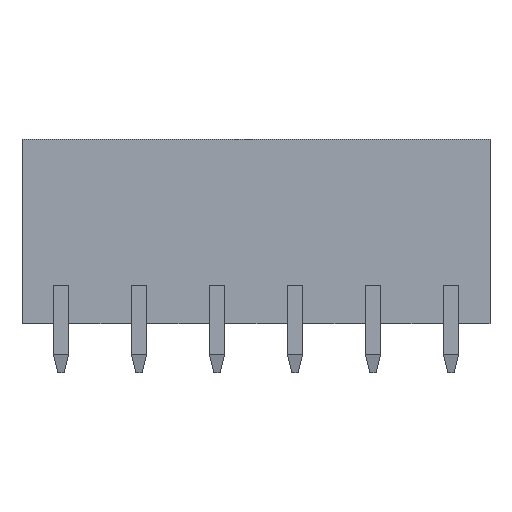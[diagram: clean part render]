
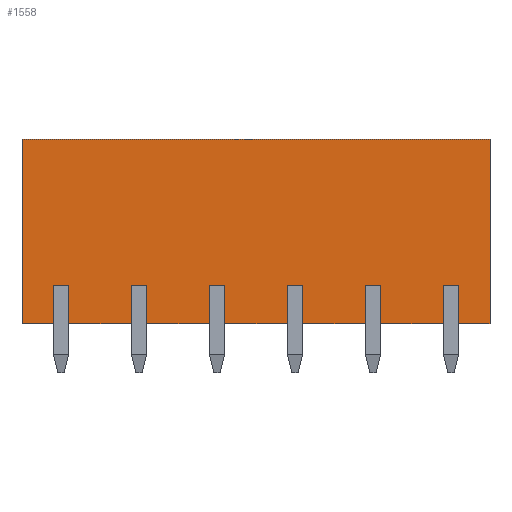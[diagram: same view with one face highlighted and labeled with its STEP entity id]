
A CAD part, front view. The second image highlights one B-rep face of the part: STEP entity #1558.
In plain terms, the highlighted planar face has unit normal (0, -1, 0).
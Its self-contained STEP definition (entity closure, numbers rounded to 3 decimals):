
#1402=AXIS2_PLACEMENT_3D('Plane Axis2P3D',#1399,#1400,#1401) ;
#659=CARTESIAN_POINT('Vertex',(0.,0.,15.2)) ;
#664=CARTESIAN_POINT('Line Origine',(15.24,0.,15.2)) ;
#668=CARTESIAN_POINT('Vertex',(30.48,0.,15.2)) ;
#1102=CARTESIAN_POINT('Line Origine',(5.08,0.,3.2)) ;
#1106=CARTESIAN_POINT('Vertex',(3.04,0.,3.2)) ;
#1108=CARTESIAN_POINT('Vertex',(7.12,0.,3.2)) ;
#1137=CARTESIAN_POINT('Line Origine',(10.16,0.,3.2)) ;
#1141=CARTESIAN_POINT('Vertex',(8.12,0.,3.2)) ;
#1143=CARTESIAN_POINT('Vertex',(12.2,0.,3.2)) ;
#1180=CARTESIAN_POINT('Line Origine',(15.24,0.,3.2)) ;
#1184=CARTESIAN_POINT('Vertex',(13.2,0.,3.2)) ;
#1186=CARTESIAN_POINT('Vertex',(17.28,0.,3.2)) ;
#1223=CARTESIAN_POINT('Line Origine',(20.32,0.,3.2)) ;
#1227=CARTESIAN_POINT('Vertex',(18.28,0.,3.2)) ;
#1229=CARTESIAN_POINT('Vertex',(22.36,0.,3.2)) ;
#1266=CARTESIAN_POINT('Line Origine',(25.4,0.,3.2)) ;
#1270=CARTESIAN_POINT('Vertex',(23.36,0.,3.2)) ;
#1272=CARTESIAN_POINT('Vertex',(27.44,0.,3.2)) ;
#1309=CARTESIAN_POINT('Line Origine',(1.02,0.,3.2)) ;
#1313=CARTESIAN_POINT('Vertex',(0.,0.,3.2)) ;
#1315=CARTESIAN_POINT('Vertex',(2.04,0.,3.2)) ;
#1327=CARTESIAN_POINT('Vertex',(30.48,0.,3.2)) ;
#1330=CARTESIAN_POINT('Line Origine',(29.46,0.,3.2)) ;
#1334=CARTESIAN_POINT('Vertex',(28.44,0.,3.2)) ;
#1399=CARTESIAN_POINT('Axis2P3D Location',(0.,0.,15.2)) ;
#1404=CARTESIAN_POINT('Line Origine',(7.12,0.,4.45)) ;
#1408=CARTESIAN_POINT('Vertex',(7.12,0.,5.7)) ;
#1411=CARTESIAN_POINT('Line Origine',(7.62,0.,5.7)) ;
#1415=CARTESIAN_POINT('Vertex',(8.12,0.,5.7)) ;
#1418=CARTESIAN_POINT('Line Origine',(8.12,0.,4.45)) ;
#1423=CARTESIAN_POINT('Line Origine',(12.2,0.,4.45)) ;
#1427=CARTESIAN_POINT('Vertex',(12.2,0.,5.7)) ;
#1430=CARTESIAN_POINT('Line Origine',(12.7,0.,5.7)) ;
#1434=CARTESIAN_POINT('Vertex',(13.2,0.,5.7)) ;
#1437=CARTESIAN_POINT('Line Origine',(13.2,0.,4.45)) ;
#1442=CARTESIAN_POINT('Line Origine',(17.28,0.,4.45)) ;
#1446=CARTESIAN_POINT('Vertex',(17.28,0.,5.7)) ;
#1449=CARTESIAN_POINT('Line Origine',(17.78,0.,5.7)) ;
#1453=CARTESIAN_POINT('Vertex',(18.28,0.,5.7)) ;
#1456=CARTESIAN_POINT('Line Origine',(18.28,0.,4.45)) ;
#1461=CARTESIAN_POINT('Line Origine',(22.36,0.,4.45)) ;
#1465=CARTESIAN_POINT('Vertex',(22.36,0.,5.7)) ;
#1468=CARTESIAN_POINT('Line Origine',(22.86,0.,5.7)) ;
#1472=CARTESIAN_POINT('Vertex',(23.36,0.,5.7)) ;
#1475=CARTESIAN_POINT('Line Origine',(23.36,0.,4.45)) ;
#1480=CARTESIAN_POINT('Line Origine',(27.44,0.,4.45)) ;
#1484=CARTESIAN_POINT('Vertex',(27.44,0.,5.7)) ;
#1487=CARTESIAN_POINT('Line Origine',(27.94,0.,5.7)) ;
#1491=CARTESIAN_POINT('Vertex',(28.44,0.,5.7)) ;
#1494=CARTESIAN_POINT('Line Origine',(28.44,0.,4.45)) ;
#1499=CARTESIAN_POINT('Line Origine',(30.48,0.,9.2)) ;
#1504=CARTESIAN_POINT('Line Origine',(0.,0.,9.2)) ;
#1509=CARTESIAN_POINT('Line Origine',(2.04,0.,4.45)) ;
#1513=CARTESIAN_POINT('Vertex',(2.04,0.,5.7)) ;
#1516=CARTESIAN_POINT('Line Origine',(2.54,0.,5.7)) ;
#1520=CARTESIAN_POINT('Vertex',(3.04,0.,5.7)) ;
#1523=CARTESIAN_POINT('Line Origine',(3.04,0.,4.45)) ;
#665=DIRECTION('Vector Direction',(1.,0.,0.)) ;
#1103=DIRECTION('Vector Direction',(1.,0.,0.)) ;
#1138=DIRECTION('Vector Direction',(1.,0.,0.)) ;
#1181=DIRECTION('Vector Direction',(1.,0.,0.)) ;
#1224=DIRECTION('Vector Direction',(1.,0.,0.)) ;
#1267=DIRECTION('Vector Direction',(1.,0.,0.)) ;
#1310=DIRECTION('Vector Direction',(1.,0.,0.)) ;
#1331=DIRECTION('Vector Direction',(1.,0.,0.)) ;
#1400=DIRECTION('Axis2P3D Direction',(0.,-1.,0.)) ;
#1401=DIRECTION('Axis2P3D XDirection',(-0.,0.,-1.)) ;
#1405=DIRECTION('Vector Direction',(0.,0.,1.)) ;
#1412=DIRECTION('Vector Direction',(-1.,0.,0.)) ;
#1419=DIRECTION('Vector Direction',(0.,0.,1.)) ;
#1424=DIRECTION('Vector Direction',(0.,0.,1.)) ;
#1431=DIRECTION('Vector Direction',(-1.,0.,0.)) ;
#1438=DIRECTION('Vector Direction',(0.,0.,1.)) ;
#1443=DIRECTION('Vector Direction',(0.,0.,1.)) ;
#1450=DIRECTION('Vector Direction',(-1.,0.,0.)) ;
#1457=DIRECTION('Vector Direction',(0.,0.,1.)) ;
#1462=DIRECTION('Vector Direction',(0.,0.,1.)) ;
#1469=DIRECTION('Vector Direction',(-1.,0.,0.)) ;
#1476=DIRECTION('Vector Direction',(0.,0.,1.)) ;
#1481=DIRECTION('Vector Direction',(0.,0.,1.)) ;
#1488=DIRECTION('Vector Direction',(-1.,0.,0.)) ;
#1495=DIRECTION('Vector Direction',(0.,0.,1.)) ;
#1500=DIRECTION('Vector Direction',(0.,0.,-1.)) ;
#1505=DIRECTION('Vector Direction',(0.,0.,-1.)) ;
#1510=DIRECTION('Vector Direction',(0.,0.,1.)) ;
#1517=DIRECTION('Vector Direction',(-1.,0.,0.)) ;
#1524=DIRECTION('Vector Direction',(0.,0.,1.)) ;
#666=VECTOR('Line Direction',#665,1.) ;
#1104=VECTOR('Line Direction',#1103,1.) ;
#1139=VECTOR('Line Direction',#1138,1.) ;
#1182=VECTOR('Line Direction',#1181,1.) ;
#1225=VECTOR('Line Direction',#1224,1.) ;
#1268=VECTOR('Line Direction',#1267,1.) ;
#1311=VECTOR('Line Direction',#1310,1.) ;
#1332=VECTOR('Line Direction',#1331,1.) ;
#1406=VECTOR('Line Direction',#1405,1.) ;
#1413=VECTOR('Line Direction',#1412,1.) ;
#1420=VECTOR('Line Direction',#1419,1.) ;
#1425=VECTOR('Line Direction',#1424,1.) ;
#1432=VECTOR('Line Direction',#1431,1.) ;
#1439=VECTOR('Line Direction',#1438,1.) ;
#1444=VECTOR('Line Direction',#1443,1.) ;
#1451=VECTOR('Line Direction',#1450,1.) ;
#1458=VECTOR('Line Direction',#1457,1.) ;
#1463=VECTOR('Line Direction',#1462,1.) ;
#1470=VECTOR('Line Direction',#1469,1.) ;
#1477=VECTOR('Line Direction',#1476,1.) ;
#1482=VECTOR('Line Direction',#1481,1.) ;
#1489=VECTOR('Line Direction',#1488,1.) ;
#1496=VECTOR('Line Direction',#1495,1.) ;
#1501=VECTOR('Line Direction',#1500,1.) ;
#1506=VECTOR('Line Direction',#1505,1.) ;
#1511=VECTOR('Line Direction',#1510,1.) ;
#1518=VECTOR('Line Direction',#1517,1.) ;
#1525=VECTOR('Line Direction',#1524,1.) ;
#1529=ORIENTED_EDGE('',*,*,#1110,.T.) ;
#1530=ORIENTED_EDGE('',*,*,#1410,.T.) ;
#1531=ORIENTED_EDGE('',*,*,#1417,.F.) ;
#1532=ORIENTED_EDGE('',*,*,#1422,.F.) ;
#1533=ORIENTED_EDGE('',*,*,#1145,.T.) ;
#1534=ORIENTED_EDGE('',*,*,#1429,.T.) ;
#1535=ORIENTED_EDGE('',*,*,#1436,.F.) ;
#1536=ORIENTED_EDGE('',*,*,#1441,.F.) ;
#1537=ORIENTED_EDGE('',*,*,#1188,.T.) ;
#1538=ORIENTED_EDGE('',*,*,#1448,.T.) ;
#1539=ORIENTED_EDGE('',*,*,#1455,.F.) ;
#1540=ORIENTED_EDGE('',*,*,#1460,.F.) ;
#1541=ORIENTED_EDGE('',*,*,#1231,.T.) ;
#1542=ORIENTED_EDGE('',*,*,#1467,.T.) ;
#1543=ORIENTED_EDGE('',*,*,#1474,.F.) ;
#1544=ORIENTED_EDGE('',*,*,#1479,.F.) ;
#1545=ORIENTED_EDGE('',*,*,#1274,.T.) ;
#1546=ORIENTED_EDGE('',*,*,#1486,.T.) ;
#1547=ORIENTED_EDGE('',*,*,#1493,.T.) ;
#1548=ORIENTED_EDGE('',*,*,#1498,.F.) ;
#1549=ORIENTED_EDGE('',*,*,#1336,.T.) ;
#1550=ORIENTED_EDGE('',*,*,#1503,.T.) ;
#1551=ORIENTED_EDGE('',*,*,#670,.F.) ;
#1552=ORIENTED_EDGE('',*,*,#1508,.F.) ;
#1553=ORIENTED_EDGE('',*,*,#1317,.T.) ;
#1554=ORIENTED_EDGE('',*,*,#1515,.T.) ;
#1555=ORIENTED_EDGE('',*,*,#1522,.F.) ;
#1556=ORIENTED_EDGE('',*,*,#1527,.F.) ;
#1558=ADVANCED_FACE('HOUSING',(#1557),#1403,.T.) ;
#670=EDGE_CURVE('',#660,#669,#667,.T.) ;
#1110=EDGE_CURVE('',#1107,#1109,#1105,.T.) ;
#1145=EDGE_CURVE('',#1142,#1144,#1140,.T.) ;
#1188=EDGE_CURVE('',#1185,#1187,#1183,.T.) ;
#1231=EDGE_CURVE('',#1228,#1230,#1226,.T.) ;
#1274=EDGE_CURVE('',#1271,#1273,#1269,.T.) ;
#1317=EDGE_CURVE('',#1314,#1316,#1312,.T.) ;
#1336=EDGE_CURVE('',#1335,#1328,#1333,.T.) ;
#1410=EDGE_CURVE('',#1109,#1409,#1407,.T.) ;
#1417=EDGE_CURVE('',#1416,#1409,#1414,.T.) ;
#1422=EDGE_CURVE('',#1142,#1416,#1421,.T.) ;
#1429=EDGE_CURVE('',#1144,#1428,#1426,.T.) ;
#1436=EDGE_CURVE('',#1435,#1428,#1433,.T.) ;
#1441=EDGE_CURVE('',#1185,#1435,#1440,.T.) ;
#1448=EDGE_CURVE('',#1187,#1447,#1445,.T.) ;
#1455=EDGE_CURVE('',#1454,#1447,#1452,.T.) ;
#1460=EDGE_CURVE('',#1228,#1454,#1459,.T.) ;
#1467=EDGE_CURVE('',#1230,#1466,#1464,.T.) ;
#1474=EDGE_CURVE('',#1473,#1466,#1471,.T.) ;
#1479=EDGE_CURVE('',#1271,#1473,#1478,.T.) ;
#1486=EDGE_CURVE('',#1273,#1485,#1483,.T.) ;
#1493=EDGE_CURVE('',#1485,#1492,#1490,.F.) ;
#1498=EDGE_CURVE('',#1335,#1492,#1497,.T.) ;
#1503=EDGE_CURVE('',#1328,#669,#1502,.F.) ;
#1508=EDGE_CURVE('',#1314,#660,#1507,.F.) ;
#1515=EDGE_CURVE('',#1316,#1514,#1512,.T.) ;
#1522=EDGE_CURVE('',#1521,#1514,#1519,.T.) ;
#1527=EDGE_CURVE('',#1107,#1521,#1526,.T.) ;
#1528=EDGE_LOOP('',(#1529,#1530,#1531,#1532,#1533,#1534,#1535,#1536,#1537,#1538,#1539,#1540,#1541,#1542,#1543,#1544,#1545,#1546,#1547,#1548,#1549,#1550,#1551,#1552,#1553,#1554,#1555,#1556)) ;
#1557=FACE_OUTER_BOUND('',#1528,.T.) ;
#667=LINE('Line',#664,#666) ;
#1105=LINE('Line',#1102,#1104) ;
#1140=LINE('Line',#1137,#1139) ;
#1183=LINE('Line',#1180,#1182) ;
#1226=LINE('Line',#1223,#1225) ;
#1269=LINE('Line',#1266,#1268) ;
#1312=LINE('Line',#1309,#1311) ;
#1333=LINE('Line',#1330,#1332) ;
#1407=LINE('Line',#1404,#1406) ;
#1414=LINE('Line',#1411,#1413) ;
#1421=LINE('Line',#1418,#1420) ;
#1426=LINE('Line',#1423,#1425) ;
#1433=LINE('Line',#1430,#1432) ;
#1440=LINE('Line',#1437,#1439) ;
#1445=LINE('Line',#1442,#1444) ;
#1452=LINE('Line',#1449,#1451) ;
#1459=LINE('Line',#1456,#1458) ;
#1464=LINE('Line',#1461,#1463) ;
#1471=LINE('Line',#1468,#1470) ;
#1478=LINE('Line',#1475,#1477) ;
#1483=LINE('Line',#1480,#1482) ;
#1490=LINE('Line',#1487,#1489) ;
#1497=LINE('Line',#1494,#1496) ;
#1502=LINE('Line',#1499,#1501) ;
#1507=LINE('Line',#1504,#1506) ;
#1512=LINE('Line',#1509,#1511) ;
#1519=LINE('Line',#1516,#1518) ;
#1526=LINE('Line',#1523,#1525) ;
#1403=PLANE('',#1402) ;
#660=VERTEX_POINT('',#659) ;
#669=VERTEX_POINT('',#668) ;
#1107=VERTEX_POINT('',#1106) ;
#1109=VERTEX_POINT('',#1108) ;
#1142=VERTEX_POINT('',#1141) ;
#1144=VERTEX_POINT('',#1143) ;
#1185=VERTEX_POINT('',#1184) ;
#1187=VERTEX_POINT('',#1186) ;
#1228=VERTEX_POINT('',#1227) ;
#1230=VERTEX_POINT('',#1229) ;
#1271=VERTEX_POINT('',#1270) ;
#1273=VERTEX_POINT('',#1272) ;
#1314=VERTEX_POINT('',#1313) ;
#1316=VERTEX_POINT('',#1315) ;
#1328=VERTEX_POINT('',#1327) ;
#1335=VERTEX_POINT('',#1334) ;
#1409=VERTEX_POINT('',#1408) ;
#1416=VERTEX_POINT('',#1415) ;
#1428=VERTEX_POINT('',#1427) ;
#1435=VERTEX_POINT('',#1434) ;
#1447=VERTEX_POINT('',#1446) ;
#1454=VERTEX_POINT('',#1453) ;
#1466=VERTEX_POINT('',#1465) ;
#1473=VERTEX_POINT('',#1472) ;
#1485=VERTEX_POINT('',#1484) ;
#1492=VERTEX_POINT('',#1491) ;
#1514=VERTEX_POINT('',#1513) ;
#1521=VERTEX_POINT('',#1520) ;
